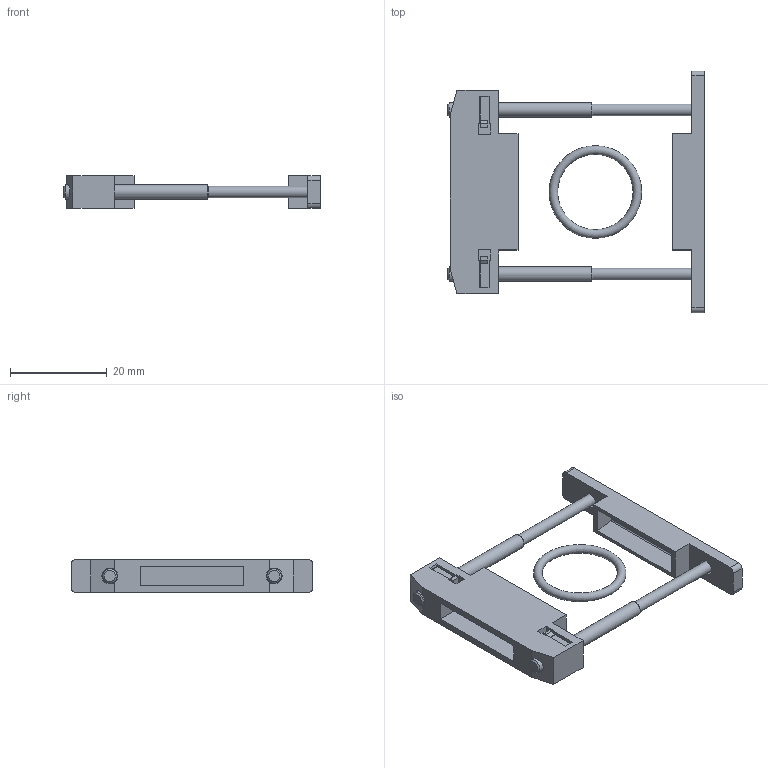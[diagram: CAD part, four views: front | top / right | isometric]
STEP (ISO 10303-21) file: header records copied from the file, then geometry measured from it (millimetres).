
FILE_DESCRIPTION(/* description */ ('STEP AP214'),/* implementation_level */ '2;1');
FILE_NAME(/* name */ '035762',/* time_stamp */ '2023-03-24T11:56:08+01:00',/* author */ ('License CC BY-ND 4.0'),/* organization */ ('CADENAS'),/* preprocessor_version */ 'ST-DEVELOPER v19.3',/* originating_system */ 'PARTsolutions',/* authorisation */ ' ');
FILE_SCHEMA (('AUTOMOTIVE_DESIGN {1 0 10303 214 3 1 1}'));
Length unit declared in the file: millimetre
Products named in the file (5): 035762; KKOP.0_o-ring; KKOP.0_screw; KKOP.0_part2; KKOP.0_part1
Assembly tree (5 placements, depth 2):
  035762
    KKOP.0_o-ring
    KKOP.0_screw  x2
    KKOP.0_part2
    KKOP.0_part1
Bounding box: 53 x 50 x 6.8 mm (x, y, z)
Volume: 3969.7 mm3; surface area: 5548 mm2
Topology: 5 solids, 5 shells, 150 faces, 392 edges, 255 vertices
Faces by surface type: plane 117, cylinder 20, cone 12, torus 1
Full cylindrical faces by diameter (mm): 2.387 x2, 2.729 x2, 3 x2, 3.2 x2, 3.3 x4, 5.5 x2
Entity records: 3969 total; most frequent: CARTESIAN_POINT 672, ORIENTED_EDGE 634, DIRECTION 630, EDGE_CURVE 317, LINE 274, VECTOR 274, VERTEX_POINT 220, AXIS2_PLACEMENT_3D 178
